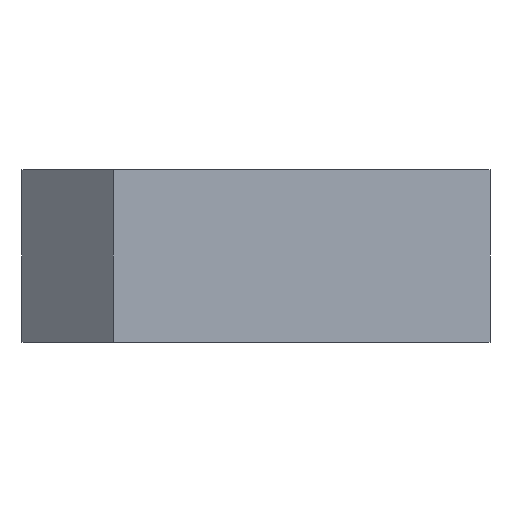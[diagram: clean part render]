
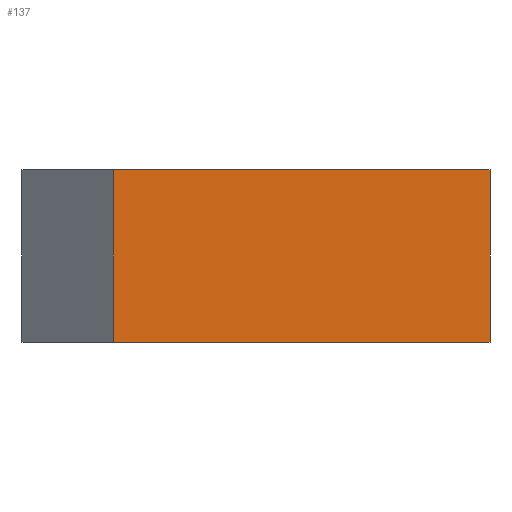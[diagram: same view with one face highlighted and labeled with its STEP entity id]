
A CAD part, left-side view. The second image highlights one B-rep face of the part: STEP entity #137.
In plain terms, the highlighted planar face has unit normal (-1, -0.021, 0).
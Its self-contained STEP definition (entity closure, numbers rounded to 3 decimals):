
#15=PLANE('',#172);
#22=FACE_OUTER_BOUND('',#30,.T.);
#30=EDGE_LOOP('',(#104,#105,#106,#107));
#38=LINE('',#237,#50);
#39=LINE('',#240,#51);
#40=LINE('',#242,#52);
#41=LINE('',#243,#53);
#50=VECTOR('',#196,10.);
#51=VECTOR('',#199,10.);
#52=VECTOR('',#200,10.);
#53=VECTOR('',#201,10.);
#70=VERTEX_POINT('',#233);
#71=VERTEX_POINT('',#235);
#72=VERTEX_POINT('',#239);
#73=VERTEX_POINT('',#241);
#84=EDGE_CURVE('',#70,#71,#38,.T.);
#85=EDGE_CURVE('',#72,#70,#39,.T.);
#86=EDGE_CURVE('',#73,#71,#40,.T.);
#87=EDGE_CURVE('',#72,#73,#41,.T.);
#104=ORIENTED_EDGE('',*,*,#85,.T.);
#105=ORIENTED_EDGE('',*,*,#84,.T.);
#106=ORIENTED_EDGE('',*,*,#86,.F.);
#107=ORIENTED_EDGE('',*,*,#87,.F.);
#137=ADVANCED_FACE('',(#22),#15,.T.);
#172=AXIS2_PLACEMENT_3D('',#238,#197,#198);
#196=DIRECTION('',(0.,0.,1.));
#197=DIRECTION('center_axis',(-1.,-0.021,0.));
#198=DIRECTION('ref_axis',(0.021,-1.,0.));
#199=DIRECTION('',(0.021,-1.,0.));
#200=DIRECTION('',(0.021,-1.,0.));
#201=DIRECTION('',(0.,0.,1.));
#233=CARTESIAN_POINT('',(22.889,-95.416,0.));
#235=CARTESIAN_POINT('',(22.889,-95.416,10.));
#237=CARTESIAN_POINT('',(22.889,-95.416,0.));
#238=CARTESIAN_POINT('Origin',(22.44,-73.648,0.));
#239=CARTESIAN_POINT('',(22.44,-73.648,0.));
#240=CARTESIAN_POINT('',(22.44,-73.648,0.));
#241=CARTESIAN_POINT('',(22.44,-73.648,10.));
#242=CARTESIAN_POINT('',(22.44,-73.648,10.));
#243=CARTESIAN_POINT('',(22.44,-73.648,0.));
